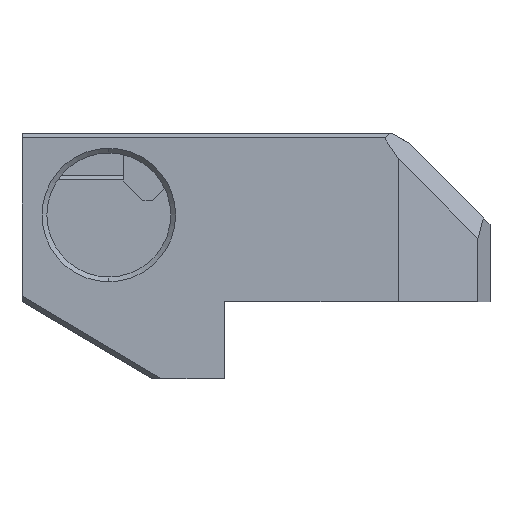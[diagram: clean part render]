
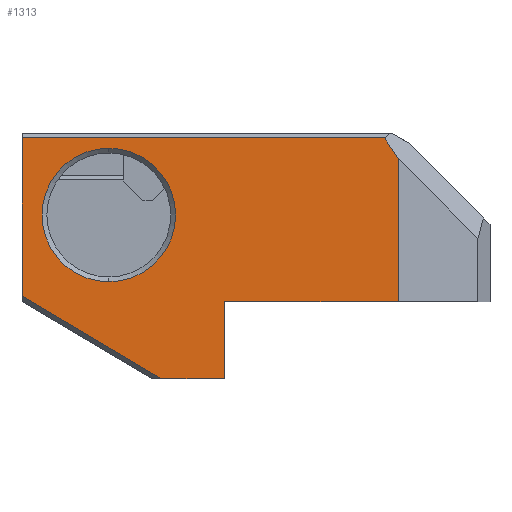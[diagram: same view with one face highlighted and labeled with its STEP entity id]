
A CAD part, left-side view. The second image highlights one B-rep face of the part: STEP entity #1313.
In plain terms, the highlighted planar face has unit normal (-1, 0, 0).
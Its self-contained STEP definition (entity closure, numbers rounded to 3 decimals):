
#13 = ORIENTED_EDGE ( 'NONE', *, *, #1792, .T. ) ;
#50 = ORIENTED_EDGE ( 'NONE', *, *, #4245, .T. ) ;
#169 = DIRECTION ( 'NONE',  ( 0., -1., 0. ) ) ;
#217 = CARTESIAN_POINT ( 'NONE',  ( -20., 23., -33. ) ) ;
#227 = VERTEX_POINT ( 'NONE', #217 ) ;
#272 = LINE ( 'NONE', #1287, #1132 ) ;
#314 = CARTESIAN_POINT ( 'NONE',  ( -20., -10.133, 1. ) ) ;
#320 = CARTESIAN_POINT ( 'NONE',  ( -20., 47., -15. ) ) ;
#462 = CARTESIAN_POINT ( 'NONE',  ( -20., 47., -15. ) ) ;
#639 = ORIENTED_EDGE ( 'NONE', *, *, #5547, .T. ) ;
#657 = CARTESIAN_POINT ( 'NONE',  ( -20., 5.83, -66.901 ) ) ;
#864 = ORIENTED_EDGE ( 'NONE', *, *, #5929, .T. ) ;
#1132 = VECTOR ( 'NONE', #2886, 1000. ) ;
#1226 = EDGE_CURVE ( 'NONE', #2569, #227, #5949, .T. ) ;
#1287 = CARTESIAN_POINT ( 'NONE',  ( -20., -13.05, -33. ) ) ;
#1313 = ADVANCED_FACE ( 'NONE', ( #5487, #4031 ), #2960, .F. ) ;
#1413 = CARTESIAN_POINT ( 'NONE',  ( -20., 65., 1. ) ) ;
#1540 = LINE ( 'NONE', #2428, #5888 ) ;
#1684 = VECTOR ( 'NONE', #4617, 1000. ) ;
#1764 = EDGE_CURVE ( 'NONE', #2569, #5134, #272, .T. ) ;
#1787 = EDGE_LOOP ( 'NONE', ( #2757, #4552, #50, #5679, #3651, #5936, #864, #639 ) ) ;
#1792 = EDGE_CURVE ( 'NONE', #5058, #2761, #6534, .T. ) ;
#1871 = DIRECTION ( 'NONE',  ( 0., 0., -1. ) ) ;
#1972 = AXIS2_PLACEMENT_3D ( 'NONE', #462, #2985, #4554 ) ;
#2013 = VERTEX_POINT ( 'NONE', #4225 ) ;
#2055 = EDGE_LOOP ( 'NONE', ( #13, #5970 ) ) ;
#2144 = LINE ( 'NONE', #3210, #3444 ) ;
#2216 = VERTEX_POINT ( 'NONE', #1413 ) ;
#2394 = EDGE_CURVE ( 'NONE', #4235, #2216, #2144, .T. ) ;
#2397 = CARTESIAN_POINT ( 'NONE',  ( -20., 23., -49. ) ) ;
#2398 = EDGE_CURVE ( 'NONE', #4235, #2013, #5209, .T. ) ;
#2428 = CARTESIAN_POINT ( 'NONE',  ( -20., 23., -31. ) ) ;
#2515 = LINE ( 'NONE', #4084, #1684 ) ;
#2565 = CARTESIAN_POINT ( 'NONE',  ( -20., 65., -49. ) ) ;
#2569 = VERTEX_POINT ( 'NONE', #5987 ) ;
#2595 = DIRECTION ( 'NONE',  ( 0., 1., 0. ) ) ;
#2757 = ORIENTED_EDGE ( 'NONE', *, *, #2394, .F. ) ;
#2761 = VERTEX_POINT ( 'NONE', #4641 ) ;
#2886 = DIRECTION ( 'NONE',  ( 0., 0., 1. ) ) ;
#2960 = PLANE ( 'NONE',  #5856 ) ;
#2985 = DIRECTION ( 'NONE',  ( 1., 0., 0. ) ) ;
#3210 = CARTESIAN_POINT ( 'NONE',  ( -20., 65., 0. ) ) ;
#3389 = VECTOR ( 'NONE', #4428, 1000. ) ;
#3444 = VECTOR ( 'NONE', #6132, 1000. ) ;
#3461 = DIRECTION ( 'NONE',  ( 0., 0., -1. ) ) ;
#3558 = LINE ( 'NONE', #5054, #5303 ) ;
#3612 = CARTESIAN_POINT ( 'NONE',  ( -20., 47., -1.15 ) ) ;
#3622 = VERTEX_POINT ( 'NONE', #314 ) ;
#3648 = VERTEX_POINT ( 'NONE', #2397 ) ;
#3651 = ORIENTED_EDGE ( 'NONE', *, *, #1226, .F. ) ;
#3687 = EDGE_CURVE ( 'NONE', #227, #3648, #1540, .T. ) ;
#4031 = FACE_BOUND ( 'NONE', #2055, .T. ) ;
#4084 = CARTESIAN_POINT ( 'NONE',  ( -20., -24.461, -20.171 ) ) ;
#4127 = CARTESIAN_POINT ( 'NONE',  ( -20., 65., -31.838 ) ) ;
#4225 = CARTESIAN_POINT ( 'NONE',  ( -20., 36.038, -49. ) ) ;
#4235 = VERTEX_POINT ( 'NONE', #4127 ) ;
#4245 = EDGE_CURVE ( 'NONE', #2013, #3648, #4694, .T. ) ;
#4428 = DIRECTION ( 'NONE',  ( 0., 1., 0. ) ) ;
#4535 = DIRECTION ( 'NONE',  ( 1., 0., 0. ) ) ;
#4552 = ORIENTED_EDGE ( 'NONE', *, *, #2398, .T. ) ;
#4554 = DIRECTION ( 'NONE',  ( 0., 0., -1. ) ) ;
#4617 = DIRECTION ( 'NONE',  ( 0., 0.56, 0.828 ) ) ;
#4641 = CARTESIAN_POINT ( 'NONE',  ( -20., 47., -28.85 ) ) ;
#4694 = LINE ( 'NONE', #2565, #6304 ) ;
#4710 = CARTESIAN_POINT ( 'NONE',  ( -20., -13.05, -3.31 ) ) ;
#4713 = DIRECTION ( 'NONE',  ( 0., -0.86, -0.51 ) ) ;
#4904 = DIRECTION ( 'NONE',  ( 1., 0., 0. ) ) ;
#4959 = EDGE_CURVE ( 'NONE', #2761, #5058, #5106, .T. ) ;
#5022 = CARTESIAN_POINT ( 'NONE',  ( -20., -35., 2. ) ) ;
#5054 = CARTESIAN_POINT ( 'NONE',  ( -20., -35., 1. ) ) ;
#5058 = VERTEX_POINT ( 'NONE', #3612 ) ;
#5063 = CARTESIAN_POINT ( 'NONE',  ( -20., 28.95, -33. ) ) ;
#5106 = CIRCLE ( 'NONE', #6050, 13.85 ) ;
#5134 = VERTEX_POINT ( 'NONE', #4710 ) ;
#5209 = LINE ( 'NONE', #657, #5688 ) ;
#5303 = VECTOR ( 'NONE', #2595, 1000. ) ;
#5487 = FACE_OUTER_BOUND ( 'NONE', #1787, .T. ) ;
#5547 = EDGE_CURVE ( 'NONE', #3622, #2216, #3558, .T. ) ;
#5679 = ORIENTED_EDGE ( 'NONE', *, *, #3687, .F. ) ;
#5688 = VECTOR ( 'NONE', #4713, 1000. ) ;
#5856 = AXIS2_PLACEMENT_3D ( 'NONE', #5022, #4535, #6054 ) ;
#5888 = VECTOR ( 'NONE', #3461, 1000. ) ;
#5929 = EDGE_CURVE ( 'NONE', #5134, #3622, #2515, .T. ) ;
#5936 = ORIENTED_EDGE ( 'NONE', *, *, #1764, .T. ) ;
#5949 = LINE ( 'NONE', #5063, #3389 ) ;
#5970 = ORIENTED_EDGE ( 'NONE', *, *, #4959, .T. ) ;
#5987 = CARTESIAN_POINT ( 'NONE',  ( -20., -13.05, -33. ) ) ;
#6050 = AXIS2_PLACEMENT_3D ( 'NONE', #320, #4904, #1871 ) ;
#6054 = DIRECTION ( 'NONE',  ( 0., 0., -1. ) ) ;
#6132 = DIRECTION ( 'NONE',  ( 0., 0., 1. ) ) ;
#6304 = VECTOR ( 'NONE', #169, 1000. ) ;
#6534 = CIRCLE ( 'NONE', #1972, 13.85 ) ;
